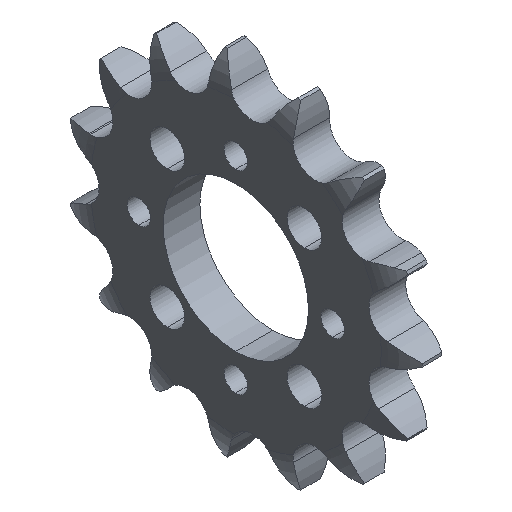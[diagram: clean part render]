
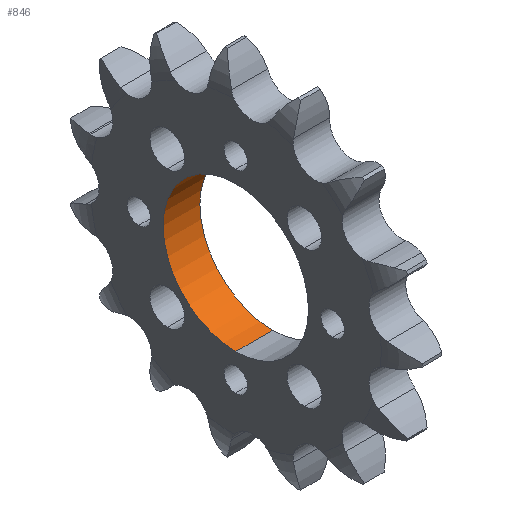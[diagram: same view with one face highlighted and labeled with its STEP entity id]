
A CAD part, isometric view. The second image highlights one B-rep face of the part: STEP entity #846.
In plain terms, the highlighted cylindrical face has radius 10.5 mm (diameter 21 mm), a partial arc.
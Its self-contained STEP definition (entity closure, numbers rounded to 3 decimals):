
#14 = ORIENTED_EDGE ( 'NONE', *, *, #1407, .F. ) ;
#113 = ORIENTED_EDGE ( 'NONE', *, *, #1921, .T. ) ;
#143 = AXIS2_PLACEMENT_3D ( 'NONE', #3872, #3897, #3927 ) ;
#318 = EDGE_CURVE ( 'NONE', #2700, #2145, #3556, .T. ) ;
#388 = DIRECTION ( 'NONE',  ( 0., 0., -1. ) ) ;
#395 = DIRECTION ( 'NONE',  ( 1., 0., 0. ) ) ;
#400 = CARTESIAN_POINT ( 'NONE',  ( 0., 0., 0. ) ) ;
#492 = VECTOR ( 'NONE', #3491, 1000. ) ;
#824 = FACE_OUTER_BOUND ( 'NONE', #2928, .T. ) ;
#846 = ADVANCED_FACE ( 'NONE', ( #824 ), #2498, .F. ) ;
#1043 = CIRCLE ( 'NONE', #2282, 10.5 ) ;
#1099 = CARTESIAN_POINT ( 'NONE',  ( 0., 0., 10.5 ) ) ;
#1211 = CARTESIAN_POINT ( 'NONE',  ( -4.68, 0., 10.5 ) ) ;
#1407 = EDGE_CURVE ( 'NONE', #4442, #2700, #1043, .T. ) ;
#1709 = VECTOR ( 'NONE', #3770, 1000. ) ;
#1921 = EDGE_CURVE ( 'NONE', #4442, #3148, #2749, .T. ) ;
#2145 = VERTEX_POINT ( 'NONE', #2662 ) ;
#2282 = AXIS2_PLACEMENT_3D ( 'NONE', #400, #395, #388 ) ;
#2474 = CARTESIAN_POINT ( 'NONE',  ( 0., 0., -10.5 ) ) ;
#2498 = CYLINDRICAL_SURFACE ( 'NONE', #3545, 10.5 ) ;
#2662 = CARTESIAN_POINT ( 'NONE',  ( 5.32, 0., 10.5 ) ) ;
#2700 = VERTEX_POINT ( 'NONE', #1099 ) ;
#2725 = CARTESIAN_POINT ( 'NONE',  ( 5.32, 0., -10.5 ) ) ;
#2749 = LINE ( 'NONE', #3793, #1709 ) ;
#2755 = ORIENTED_EDGE ( 'NONE', *, *, #318, .F. ) ;
#2928 = EDGE_LOOP ( 'NONE', ( #2755, #14, #113, #3505 ) ) ;
#3002 = CARTESIAN_POINT ( 'NONE',  ( -4.68, 0., 0. ) ) ;
#3011 = DIRECTION ( 'NONE',  ( 0., 0., -1. ) ) ;
#3148 = VERTEX_POINT ( 'NONE', #2725 ) ;
#3150 = DIRECTION ( 'NONE',  ( 1., 0., 0. ) ) ;
#3491 = DIRECTION ( 'NONE',  ( 1., 0., 0. ) ) ;
#3505 = ORIENTED_EDGE ( 'NONE', *, *, #4123, .T. ) ;
#3545 = AXIS2_PLACEMENT_3D ( 'NONE', #3002, #3150, #3011 ) ;
#3556 = LINE ( 'NONE', #1211, #492 ) ;
#3770 = DIRECTION ( 'NONE',  ( 1., 0., 0. ) ) ;
#3793 = CARTESIAN_POINT ( 'NONE',  ( -4.68, 0., -10.5 ) ) ;
#3872 = CARTESIAN_POINT ( 'NONE',  ( 5.32, 0., 0. ) ) ;
#3897 = DIRECTION ( 'NONE',  ( 1., 0., 0. ) ) ;
#3927 = DIRECTION ( 'NONE',  ( 0., 0., -1. ) ) ;
#4036 = CIRCLE ( 'NONE', #143, 10.5 ) ;
#4123 = EDGE_CURVE ( 'NONE', #3148, #2145, #4036, .T. ) ;
#4442 = VERTEX_POINT ( 'NONE', #2474 ) ;
